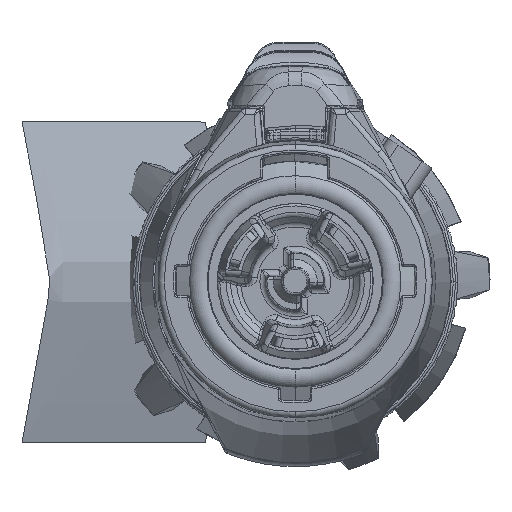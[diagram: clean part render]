
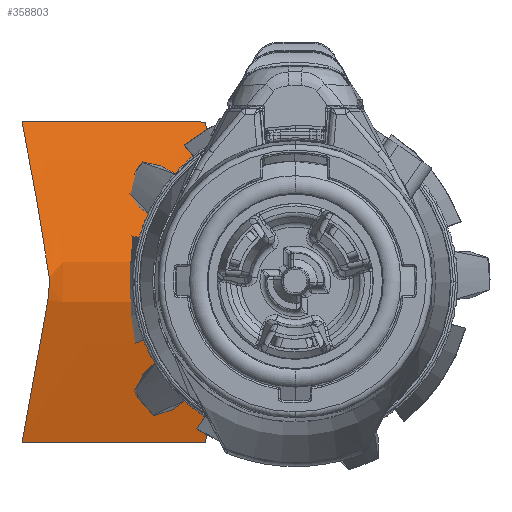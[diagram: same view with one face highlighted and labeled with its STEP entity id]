
A CAD part, top view. The second image highlights one B-rep face of the part: STEP entity #358803.
In plain terms, the highlighted face is a extrusion surface.
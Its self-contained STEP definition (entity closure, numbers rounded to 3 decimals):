
#358707=CARTESIAN_POINT('',(13.25,7.425,-17.922));
#358708=CARTESIAN_POINT('',(12.146,7.215,
-17.713));
#358709=CARTESIAN_POINT('',(10.49,6.902,
-17.4));
#358710=CARTESIAN_POINT('',(8.281,6.486,-16.984));
#358711=CARTESIAN_POINT('',(6.625,6.176,-16.674));
#358712=CARTESIAN_POINT('',(4.969,5.87,-16.368));
#358713=CARTESIAN_POINT('',(3.589,5.621,
-16.118));
#358714=CARTESIAN_POINT('',(2.484,5.432,-15.93));
#358715=CARTESIAN_POINT('',(1.38,5.259,
-15.757));
#358716=CARTESIAN_POINT('',(0.,5.103,-15.6));
#358717=CARTESIAN_POINT('',(-1.38,5.259,
-15.757));
#358718=CARTESIAN_POINT('',(-2.484,5.432,-15.93));
#358719=CARTESIAN_POINT('',(-3.589,5.621,
-16.118));
#358720=CARTESIAN_POINT('',(-4.969,5.87,-16.368));
#358721=CARTESIAN_POINT('',(-6.625,6.176,-16.674));
#358722=CARTESIAN_POINT('',(-8.281,6.486,-16.984));
#358723=CARTESIAN_POINT('',(-10.49,6.902,
-17.4));
#358724=CARTESIAN_POINT('',(-12.146,7.215,
-17.713));
#358725=CARTESIAN_POINT('',(-13.25,7.425,-17.922));
#358730=DIRECTION('',(0.,0.707,0.707));
#358731=VECTOR('',#358730,21.4);
#358732=CARTESIAN_POINT('',(-13.25,7.425,-17.922));
#358733=LINE('',#358732,#358731);
#358737=CARTESIAN_POINT('',(-13.25,22.557,-2.79));
#358738=CARTESIAN_POINT('',(-12.146,22.348,
-2.581));
#358739=CARTESIAN_POINT('',(-10.49,22.034,
-2.267));
#358740=CARTESIAN_POINT('',(-8.281,21.618,-1.852));
#358741=CARTESIAN_POINT('',(-6.625,21.309,-1.542));
#358742=CARTESIAN_POINT('',(-4.969,21.002,-1.235));
#358743=CARTESIAN_POINT('',(-3.589,20.753,
-0.986));
#358744=CARTESIAN_POINT('',(-2.484,20.564,-0.798));
#358745=CARTESIAN_POINT('',(-1.38,20.391,
-0.625));
#358746=CARTESIAN_POINT('',(0.,20.235,-0.468));
#358747=CARTESIAN_POINT('',(1.38,20.391,
-0.625));
#358748=CARTESIAN_POINT('',(2.484,20.564,-0.798));
#358749=CARTESIAN_POINT('',(3.589,20.753,
-0.986));
#358750=CARTESIAN_POINT('',(4.969,21.002,-1.235));
#358751=CARTESIAN_POINT('',(6.625,21.309,-1.542));
#358752=CARTESIAN_POINT('',(8.281,21.618,-1.852));
#358753=CARTESIAN_POINT('',(10.49,22.034,
-2.267));
#358754=CARTESIAN_POINT('',(12.146,22.348,
-2.581));
#358755=CARTESIAN_POINT('',(13.25,22.557,-2.79));
#358760=DIRECTION('',(0.,-0.707,-0.707));
#358761=VECTOR('',#358760,21.4);
#358762=CARTESIAN_POINT('',(13.25,22.557,-2.79));
#358763=LINE('',#358762,#358761);
#358767=VERTEX_POINT('',#358725);
#358768=VERTEX_POINT('',#358707);
#358769=VERTEX_POINT('',#358737);
#358770=VERTEX_POINT('',#358755);
#358771=CARTESIAN_POINT('',(13.25,7.425,-17.922));
#358772=CARTESIAN_POINT('',(12.146,7.215,
-17.713));
#358773=CARTESIAN_POINT('',(9.938,6.798,-17.295));
#358774=CARTESIAN_POINT('',(7.177,6.279,
-16.776));
#358775=CARTESIAN_POINT('',(4.969,5.87,-16.367));
#358776=CARTESIAN_POINT('',(3.313,5.572,-16.069));
#358777=CARTESIAN_POINT('',(1.656,5.291,-15.789));
#358778=CARTESIAN_POINT('',(0.,5.102,-15.6));
#358779=CARTESIAN_POINT('',(-1.656,5.291,-15.789));
#358780=CARTESIAN_POINT('',(-3.313,5.572,-16.069));
#358781=CARTESIAN_POINT('',(-4.969,5.87,-16.367));
#358782=CARTESIAN_POINT('',(-7.177,6.279,
-16.776));
#358783=CARTESIAN_POINT('',(-9.938,6.798,-17.295));
#358784=CARTESIAN_POINT('',(-12.146,7.215,
-17.713));
#358785=CARTESIAN_POINT('',(-13.25,7.425,-17.922));
#358790=DIRECTION('',(0.,0.707,0.707));
#358791=VECTOR('',#358790,1.);
#358792=SURFACE_OF_LINEAR_EXTRUSION('',#358786,#358791);
#358794=ORIENTED_EDGE('',*,*,#358793,.T.);
#358796=ORIENTED_EDGE('',*,*,#358795,.T.);
#358798=ORIENTED_EDGE('',*,*,#358797,.T.);
#358800=ORIENTED_EDGE('',*,*,#358799,.T.);
#358801=EDGE_LOOP('',(#358794,#358796,#358798,#358800));
#358802=FACE_OUTER_BOUND('',#358801,.F.);
#358726=B_SPLINE_CURVE_WITH_KNOTS('',3,(#358707,#358708,#358709,#358710,#358711,
#358712,#358713,#358714,#358715,#358716,#358717,#358718,#358719,#358720,#358721,
#358722,#358723,#358724,#358725),.UNSPECIFIED.,.F.,.F.,(4,1,1,1,1,1,1,1,1,1,1,1,
1,1,1,1,4),(0.,0.125,0.188,0.25,0.313,0.375,0.406,0.438,
0.5,0.563,0.594,0.625,0.688,0.75,0.813,0.875,1.),
.UNSPECIFIED.);
#358756=B_SPLINE_CURVE_WITH_KNOTS('',3,(#358737,#358738,#358739,#358740,#358741,
#358742,#358743,#358744,#358745,#358746,#358747,#358748,#358749,#358750,#358751,
#358752,#358753,#358754,#358755),.UNSPECIFIED.,.F.,.F.,(4,1,1,1,1,1,1,1,1,1,1,1,
1,1,1,1,4),(0.,0.125,0.188,0.25,0.313,0.375,0.406,0.438,
0.5,0.563,0.594,0.625,0.688,0.75,0.813,0.875,1.),
.UNSPECIFIED.);
#358786=B_SPLINE_CURVE_WITH_KNOTS('',3,(#358771,#358772,#358773,#358774,#358775,
#358776,#358777,#358778,#358779,#358780,#358781,#358782,#358783,#358784,
#358785),.UNSPECIFIED.,.F.,.F.,(4,1,1,1,1,1,1,1,1,1,1,1,4),(0.,0.125,0.25,
0.313,0.375,0.438,0.5,0.563,0.625,0.688,0.75,0.875,1.),
.UNSPECIFIED.);
#358793=EDGE_CURVE('',#358768,#358767,#358726,.T.);
#358795=EDGE_CURVE('',#358767,#358769,#358733,.T.);
#358797=EDGE_CURVE('',#358769,#358770,#358756,.T.);
#358799=EDGE_CURVE('',#358770,#358768,#358763,.T.);
#358803=ADVANCED_FACE('',(#358802),#358792,.F.);
